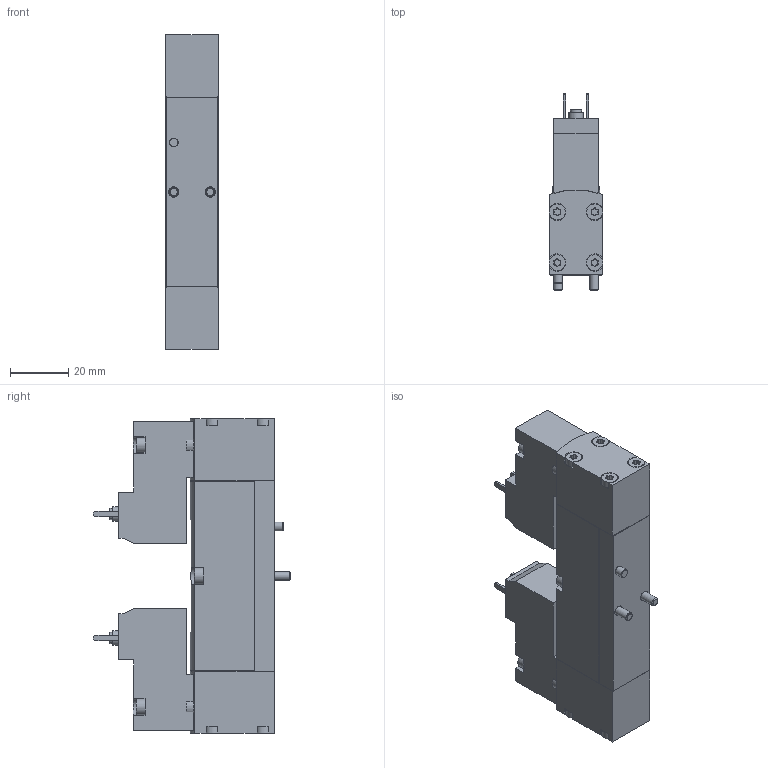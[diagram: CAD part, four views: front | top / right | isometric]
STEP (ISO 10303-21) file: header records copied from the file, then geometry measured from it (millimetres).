
FILE_DESCRIPTION(/* description */ ('STEP AP214'),/* implementation_level */ '2;1');
FILE_NAME(/* name */ '546695_VSVA-B-T32U-AH-A2-1C1',/* time_stamp */ '2024-09-17T10:32:45+02:00',/* author */ ('License CC BY-ND 4.0'),/* organization */ ('CADENAS'),/* preprocessor_version */ 'ST-DEVELOPER v19.3',/* originating_system */ 'PARTsolutions',/* authorisation */ ' ');
FILE_SCHEMA (('FEATURE_BASED_PROCESS_PLANNING','INTEGRATED_CNC_SCHEMA','AUTOMOTIVE_DESIGN {1 0 10303 214 3 1 1}'));
Length unit declared in the file: millimetre
Products named in the file (1): 546695 VSVA-B-T32U-AH-A2-1C1
Bounding box: 18.4 x 67.6 x 107.8 mm (x, y, z)
Volume: 81136.1 mm3; surface area: 20225.1 mm2
Topology: 1 solids, 1 shells, 367 faces, 961 edges, 631 vertices
Faces by surface type: plane 210, cylinder 148, cone 9
Full cylindrical faces by diameter (mm): 2.013 x2, 2.5 x2, 3 x3, 3.5 x2, 3.8 x2, 4.8 x2, 5 x4, 5.5 x12
Entity records: 13598 total; most frequent: CARTESIAN_POINT 1962, DIRECTION 1936, ORIENTED_EDGE 1810, EDGE_CURVE 905, AXIS2_PLACEMENT_3D 681, VERTEX_POINT 613, LINE 574, VECTOR 574
